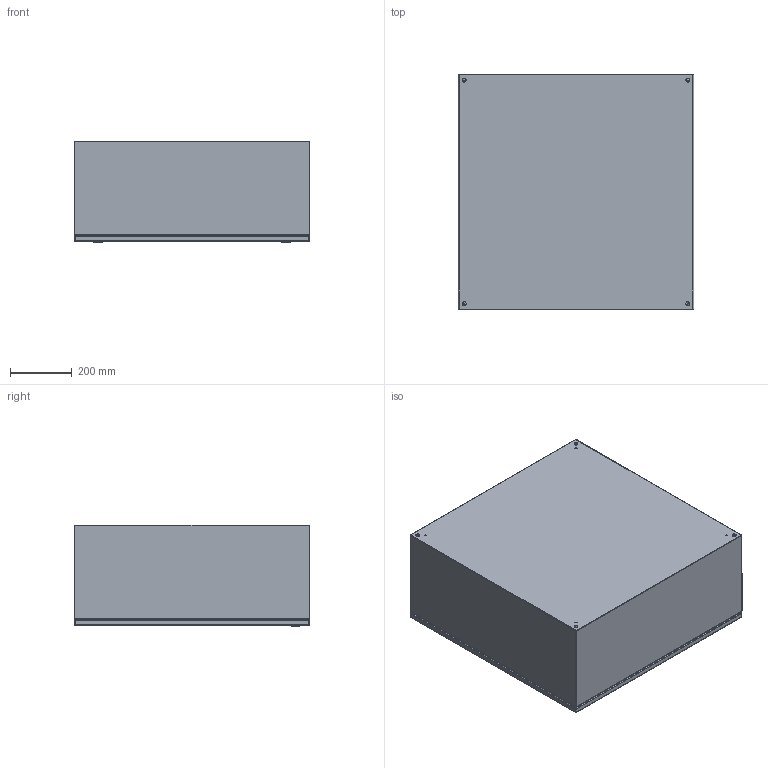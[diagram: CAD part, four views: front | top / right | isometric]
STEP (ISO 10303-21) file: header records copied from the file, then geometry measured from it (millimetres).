
FILE_DESCRIPTION (( 'STEP AP214' ), '1' );
FILE_NAME ('EN4SD303012SS.STEP', '2019-11-11T17:30:15', ( '' ), ( '' ), 'SwSTEP 2.0', 'SolidWorks 2019', '' );
FILE_SCHEMA (( 'AUTOMOTIVE_DESIGN' ));
Length unit declared in the file: inch
Products named in the file (1): EN4SD303012SS
Bounding box: 762 x 762 x 330.25 mm (x, y, z)
Volume: 4345834.2 mm3; surface area: 4798573.9 mm2
Topology: 35 solids, 36 shells, 876 faces, 2073 edges, 1298 vertices
Faces by surface type: plane 419, cylinder 297, bspline 94, torus 36, cone 26, sphere 4
Entity records: 39164 total; most frequent: CARTESIAN_POINT 7810, DIRECTION 4205, ORIENTED_EDGE 4106, EDGE_CURVE 2053, AXIS2_PLACEMENT_3D 1519, VERTEX_POINT 1298, VECTOR 1167, LINE 1167
